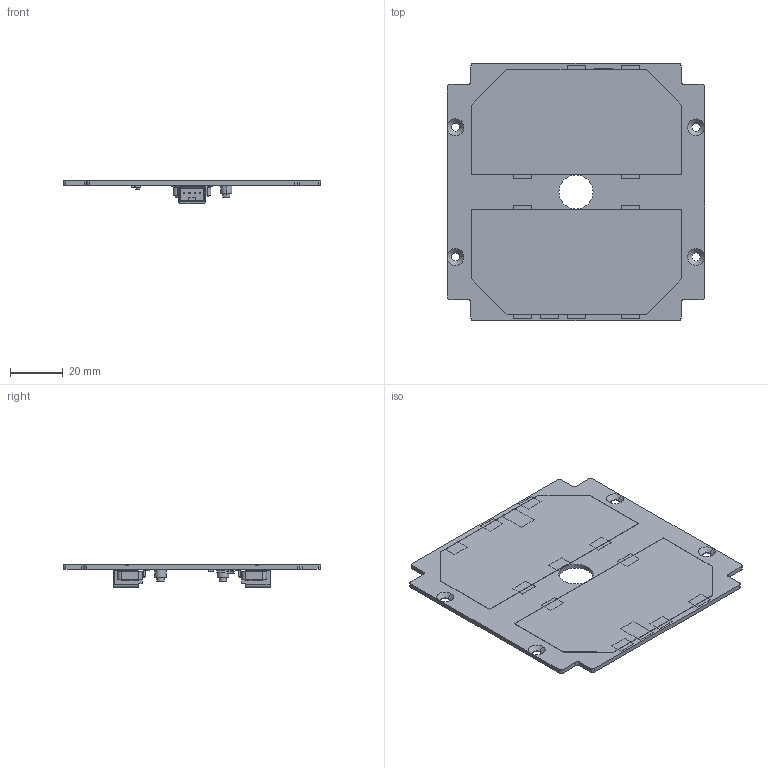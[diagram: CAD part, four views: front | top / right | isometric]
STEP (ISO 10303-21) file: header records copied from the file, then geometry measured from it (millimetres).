
FILE_DESCRIPTION (( 'STEP AP214' ), '1' );
FILE_NAME ('SPTX-PCB.018.04-GA CubeTop_revD.STEP', '2020-06-25T15:04:39', ( '' ), ( '' ), 'SwSTEP 2.0', 'SolidWorks 2019', '' );
FILE_SCHEMA (( 'AUTOMOTIVE_DESIGN' ));
Length unit declared in the file: millimetre
Products named in the file (1): SPTX-PCB.018.04-GA CubeTop_revD
Bounding box: 98 x 98 x 8.78 mm (x, y, z)
Surface area: 34635.6 mm2 (no closed solid volume)
Topology: 0 solids, 37 shells, 873 faces, 2289 edges, 1515 vertices
Faces by surface type: plane 671, cylinder 138, cone 36, bspline 24, sphere 4
Entity records: 42600 total; most frequent: CARTESIAN_POINT 14092, ORIENTED_EDGE 4530, DIRECTION 2675, EDGE_CURVE 2289, VERTEX_POINT 1515, B_SPLINE_CURVE_WITH_KNOTS 1494, AXIS2_PLACEMENT_3D 1030, EDGE_LOOP 928
